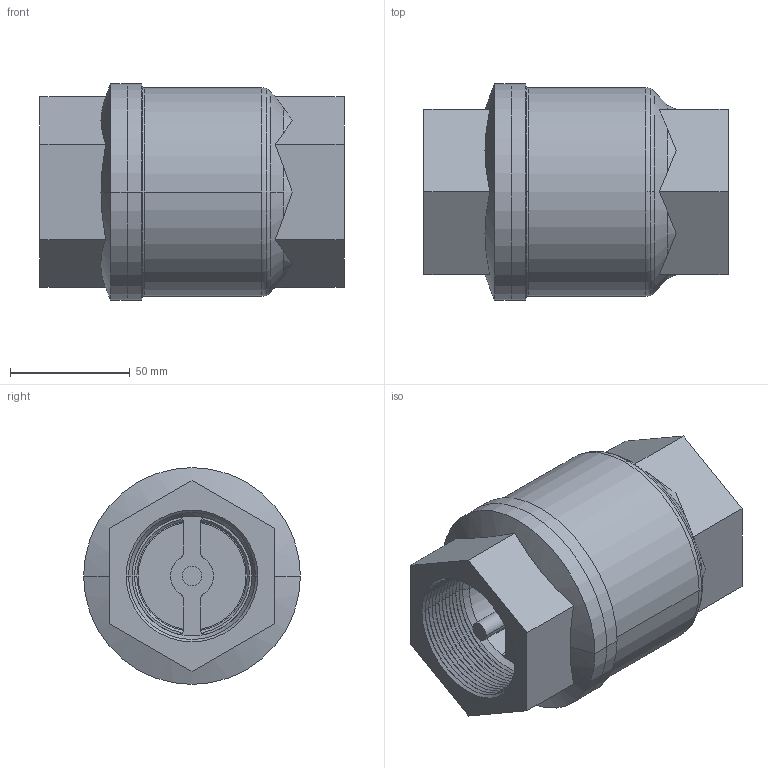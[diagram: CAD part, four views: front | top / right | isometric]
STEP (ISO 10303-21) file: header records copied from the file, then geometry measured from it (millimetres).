
FILE_DESCRIPTION((''),'2;1');
FILE_NAME('2023-DN50_ASM','2015-10-26T',('Administrator'),(''),'PRO/ENGINEER BY PARAMETRIC TECHNOLOGY CORPORATION, 2011080','PRO/ENGINEER BY PARAMETRIC TECHNOLOGY CORPORATION, 2011080','');
FILE_SCHEMA(('CONFIG_CONTROL_DESIGN'));
Length unit declared in the file: millimetre
Products named in the file (5): TMP_DWG-3DSOLID_352711; TMP_DWG-3DSOLID_352725; TMP_DWG-3DSOLID_367030; PRT0007; 2023-DN50_ASM
Assembly tree (4 placements, depth 2):
  2023-DN50_ASM
    TMP_DWG-3DSOLID_352711
    TMP_DWG-3DSOLID_352725
    TMP_DWG-3DSOLID_367030
    PRT0007
Bounding box: 127 x 90.5 x 90.5 mm (x, y, z)
Volume: 322570 mm3; surface area: 99037.9 mm2
Topology: 3 solids, 3 shells, 268 faces, 621 edges, 371 vertices
Faces by surface type: cone 150, cylinder 54, plane 42, torus 22
Entity records: 7857 total; most frequent: DIRECTION 1470, CARTESIAN_POINT 1439, ORIENTED_EDGE 1242, EDGE_CURVE 621, AXIS2_PLACEMENT_3D 608, VERTEX_POINT 371, CIRCLE 331, EDGE_LOOP 292
